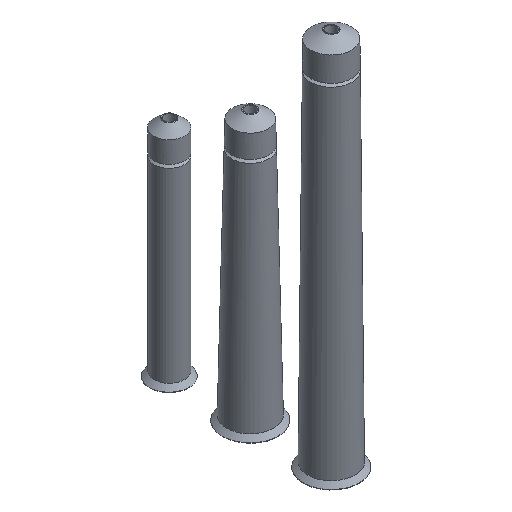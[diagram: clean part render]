
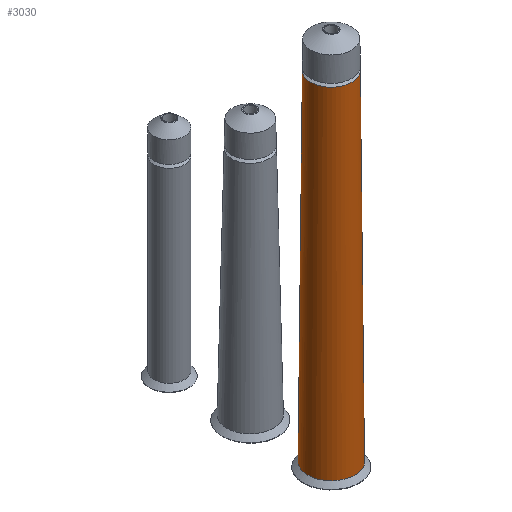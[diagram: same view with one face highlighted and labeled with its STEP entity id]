
A CAD part, isometric view. The second image highlights one B-rep face of the part: STEP entity #3030.
In plain terms, the highlighted free-form (B-spline) face has degree [2, 1] with [9, 2] control points.
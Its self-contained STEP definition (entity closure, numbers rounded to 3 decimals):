
#1366 = EDGE_CURVE('',#1367,#1367,#1369,.T.);
#1367 = VERTEX_POINT('',#1368);
#1368 = CARTESIAN_POINT('',(-20.233,0.,
    6.279));
#1369 = ( BOUNDED_CURVE() B_SPLINE_CURVE(2,(#1370,#1371,#1372,#1373,
#1374,#1375,#1376),.UNSPECIFIED.,.T.,.F.) B_SPLINE_CURVE_WITH_KNOTS((3,2
    ,2,3),(3.142,5.236,7.33,9.425),
.PIECEWISE_BEZIER_KNOTS.) CURVE() GEOMETRIC_REPRESENTATION_ITEM() 
RATIONAL_B_SPLINE_CURVE((1.,0.5,1.,0.5,1.,0.5,1.)) REPRESENTATION_ITEM(
  '') );
#1370 = CARTESIAN_POINT('',(-20.233,0.,
    6.279));
#1371 = CARTESIAN_POINT('',(-20.233,-35.045,
    6.279));
#1372 = CARTESIAN_POINT('',(10.117,-17.523,
    6.279));
#1373 = CARTESIAN_POINT('',(40.467,0.,
    6.279));
#1374 = CARTESIAN_POINT('',(10.117,17.523,
    6.279));
#1375 = CARTESIAN_POINT('',(-20.233,35.045,
    6.279));
#1376 = CARTESIAN_POINT('',(-20.233,0.,
    6.279));
#2963 = EDGE_CURVE('',#2964,#2964,#2966,.T.);
#2964 = VERTEX_POINT('',#2965);
#2965 = CARTESIAN_POINT('',(-17.639,0.,
    297.919));
#2966 = ( BOUNDED_CURVE() B_SPLINE_CURVE(2,(#2967,#2968,#2969,#2970,
#2971,#2972,#2973),.UNSPECIFIED.,.T.,.F.) B_SPLINE_CURVE_WITH_KNOTS((3,2
    ,2,3),(3.142,5.236,7.33,9.425),
.PIECEWISE_BEZIER_KNOTS.) CURVE() GEOMETRIC_REPRESENTATION_ITEM() 
RATIONAL_B_SPLINE_CURVE((1.,0.5,1.,0.5,1.,0.5,1.)) REPRESENTATION_ITEM(
  '') );
#2967 = CARTESIAN_POINT('',(-17.639,0.,
    297.919));
#2968 = CARTESIAN_POINT('',(-17.639,-30.552,
    297.919));
#2969 = CARTESIAN_POINT('',(8.82,-15.276,
    297.919));
#2970 = CARTESIAN_POINT('',(35.279,0.,
    297.919));
#2971 = CARTESIAN_POINT('',(8.82,15.276,
    297.919));
#2972 = CARTESIAN_POINT('',(-17.639,30.552,
    297.919));
#2973 = CARTESIAN_POINT('',(-17.639,0.,
    297.919));
#3030 = ADVANCED_FACE('',(#3031),#3041,.T.);
#3031 = FACE_BOUND('',#3032,.T.);
#3032 = EDGE_LOOP('',(#3033,#3034,#3039,#3040));
#3033 = ORIENTED_EDGE('',*,*,#2963,.F.);
#3034 = ORIENTED_EDGE('',*,*,#3035,.T.);
#3035 = EDGE_CURVE('',#2964,#1367,#3036,.T.);
#3036 = B_SPLINE_CURVE_WITH_KNOTS('',1,(#3037,#3038),.UNSPECIFIED.,.F.,
  .F.,(2,2),(-105.004,104.004),.PIECEWISE_BEZIER_KNOTS.);
#3037 = CARTESIAN_POINT('',(-17.639,0.,
    297.919));
#3038 = CARTESIAN_POINT('',(-20.233,0.,
    6.279));
#3039 = ORIENTED_EDGE('',*,*,#1366,.T.);
#3040 = ORIENTED_EDGE('',*,*,#3035,.F.);
#3041 = ( BOUNDED_SURFACE() B_SPLINE_SURFACE(2,1,(
    (#3042,#3043)
    ,(#3044,#3045)
    ,(#3046,#3047)
    ,(#3048,#3049)
    ,(#3050,#3051)
    ,(#3052,#3053)
    ,(#3054,#3055)
    ,(#3056,#3057)
    ,(#3058,#3059
)),.UNSPECIFIED.,.T.,.F.,.F.) B_SPLINE_SURFACE_WITH_KNOTS((3,2,2,2,3),(2
    ,2),(3.142,4.189,6.283,8.378,
    9.425),(-105.004,104.004),.UNSPECIFIED.) 
GEOMETRIC_REPRESENTATION_ITEM() RATIONAL_B_SPLINE_SURFACE((
    (0.75,0.75)
    ,(0.75,0.75)
    ,(1.,1.)
    ,(0.5,0.5)
    ,(1.,1.)
    ,(0.5,0.5)
    ,(1.,1.)
    ,(0.75,0.75)
,(0.75,0.75))) REPRESENTATION_ITEM('') SURFACE() );
#3042 = CARTESIAN_POINT('',(-17.639,0.,
    297.919));
#3043 = CARTESIAN_POINT('',(-20.233,0.,
    6.279));
#3044 = CARTESIAN_POINT('',(-17.639,10.184,
    297.919));
#3045 = CARTESIAN_POINT('',(-20.233,11.682,
    6.279));
#3046 = CARTESIAN_POINT('',(-8.82,15.276,
    297.919));
#3047 = CARTESIAN_POINT('',(-10.117,17.523,
    6.279));
#3048 = CARTESIAN_POINT('',(17.639,30.552,
    297.919));
#3049 = CARTESIAN_POINT('',(20.233,35.045,
    6.279));
#3050 = CARTESIAN_POINT('',(17.639,0.,297.919));
#3051 = CARTESIAN_POINT('',(20.233,0.,6.279));
#3052 = CARTESIAN_POINT('',(17.639,-30.552,
    297.919));
#3053 = CARTESIAN_POINT('',(20.233,-35.045,
    6.279));
#3054 = CARTESIAN_POINT('',(-8.82,-15.276,
    297.919));
#3055 = CARTESIAN_POINT('',(-10.117,-17.523,
    6.279));
#3056 = CARTESIAN_POINT('',(-17.639,-10.184,
    297.919));
#3057 = CARTESIAN_POINT('',(-20.233,-11.682,
    6.279));
#3058 = CARTESIAN_POINT('',(-17.639,0.,
    297.919));
#3059 = CARTESIAN_POINT('',(-20.233,0.,
    6.279));
